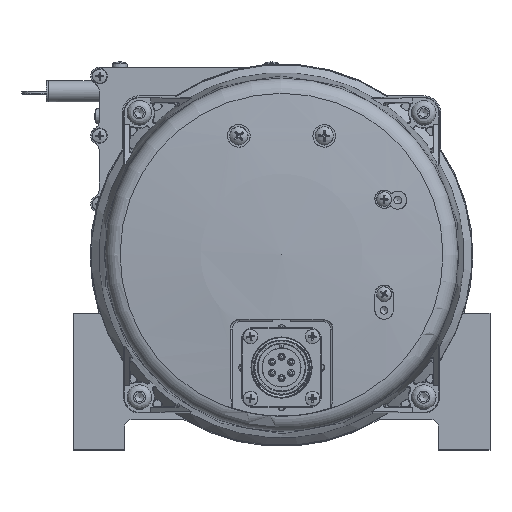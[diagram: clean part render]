
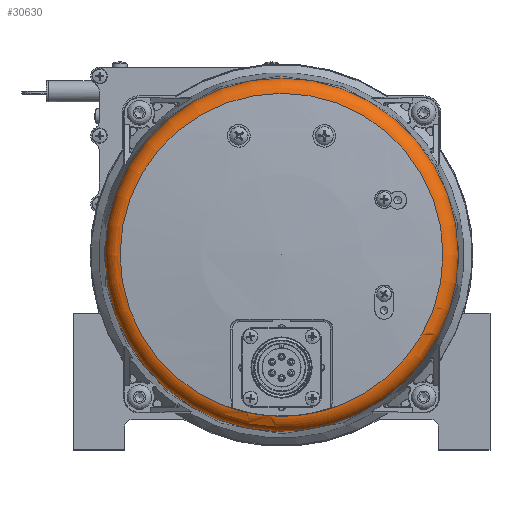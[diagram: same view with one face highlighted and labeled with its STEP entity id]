
A CAD part, top view. The second image highlights one B-rep face of the part: STEP entity #30630.
In plain terms, the highlighted toroidal (fillet/blend) face has major radius 59.326 mm and minor radius 6.35 mm.
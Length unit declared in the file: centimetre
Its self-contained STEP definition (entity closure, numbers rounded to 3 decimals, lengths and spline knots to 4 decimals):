
#5392=TOROIDAL_SURFACE('',#33282,5.9326,0.635);
#5768=FACE_BOUND('',#8944,.T.);
#6841=FACE_OUTER_BOUND('',#8943,.T.);
#8943=EDGE_LOOP('',(#22651,#22652));
#8944=EDGE_LOOP('',(#22653));
#11015=CIRCLE('',#33283,6.0004);
#11016=CIRCLE('',#33284,6.0004);
#11017=CIRCLE('',#33285,6.5672);
#13255=VERTEX_POINT('',#55978);
#13256=VERTEX_POINT('',#55979);
#13257=VERTEX_POINT('',#55982);
#16747=EDGE_CURVE('',#13255,#13256,#11015,.T.);
#16748=EDGE_CURVE('',#13255,#13256,#11016,.T.);
#16749=EDGE_CURVE('',#13257,#13257,#11017,.T.);
#22651=ORIENTED_EDGE('',*,*,#16747,.T.);
#22652=ORIENTED_EDGE('',*,*,#16748,.F.);
#22653=ORIENTED_EDGE('',*,*,#16749,.T.);
#30630=ADVANCED_FACE('',(#6841,#5768),#5392,.T.);
#33282=AXIS2_PLACEMENT_3D('',#55977,#38840,#38841);
#33283=AXIS2_PLACEMENT_3D('',#55980,#38842,#38843);
#33284=AXIS2_PLACEMENT_3D('',#55981,#38844,#38845);
#33285=AXIS2_PLACEMENT_3D('',#55983,#38846,#38847);
#38840=DIRECTION('center_axis',(0.,0.,-1.));
#38841=DIRECTION('ref_axis',(-1.,0.,0.));
#38842=DIRECTION('center_axis',(0.,0.,-1.));
#38843=DIRECTION('ref_axis',(-1.,0.,0.));
#38844=DIRECTION('center_axis',(0.,0.,1.));
#38845=DIRECTION('ref_axis',(-1.,0.,0.));
#38846=DIRECTION('center_axis',(0.,0.,1.));
#38847=DIRECTION('ref_axis',(-1.,0.,0.));
#55977=CARTESIAN_POINT('Origin',(0.,0.,
10.541));
#55978=CARTESIAN_POINT('',(-2.1065,-5.6185,11.1724));
#55979=CARTESIAN_POINT('',(2.1065,-5.6185,11.1724));
#55980=CARTESIAN_POINT('Origin',(0.,0.,
11.1724));
#55981=CARTESIAN_POINT('Origin',(0.,0.,
11.1724));
#55982=CARTESIAN_POINT('',(6.5672,0.,10.5632));
#55983=CARTESIAN_POINT('Origin',(0.,0.,
10.5632));
